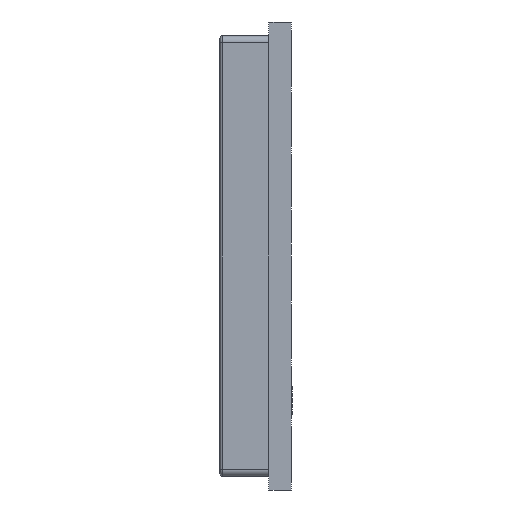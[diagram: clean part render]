
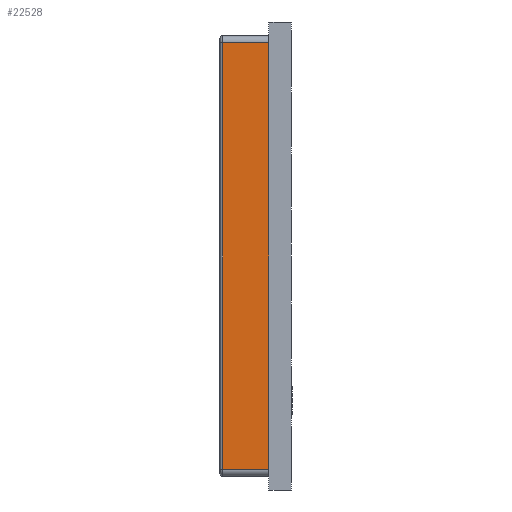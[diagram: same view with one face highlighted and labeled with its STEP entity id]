
A CAD part, left-side view. The second image highlights one B-rep face of the part: STEP entity #22528.
In plain terms, the highlighted planar face has unit normal (-1, 0, 0).
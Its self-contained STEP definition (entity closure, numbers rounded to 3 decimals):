
#2987=DIRECTION('',(0.,0.,1.));
#2988=VECTOR('',#2987,15.5);
#2989=CARTESIAN_POINT('',(-10.5,0.41,-7.75));
#2990=LINE('',#2989,#2988);
#5893=DIRECTION('',(0.,0.,1.));
#5894=VECTOR('',#5893,15.5);
#5895=CARTESIAN_POINT('',(-10.5,2.09,-7.75));
#5896=LINE('',#5895,#5894);
#5900=DIRECTION('',(0.,-1.,0.));
#5901=VECTOR('',#5900,1.68);
#5902=CARTESIAN_POINT('',(-10.5,2.09,7.75));
#5903=LINE('',#5902,#5901);
#5907=DIRECTION('',(0.,-1.,0.));
#5908=VECTOR('',#5907,1.68);
#5909=CARTESIAN_POINT('',(-10.5,2.09,-7.75));
#5910=LINE('',#5909,#5908);
#17192=CARTESIAN_POINT('',(-10.5,0.41,-7.75));
#17193=CARTESIAN_POINT('',(-10.5,0.41,7.75));
#17194=VERTEX_POINT('',#17192);
#17195=VERTEX_POINT('',#17193);
#18837=CARTESIAN_POINT('',(-10.5,2.09,-7.75));
#18839=VERTEX_POINT('',#18837);
#18842=CARTESIAN_POINT('',(-10.5,2.09,7.75));
#18843=VERTEX_POINT('',#18842);
#22516=CARTESIAN_POINT('',(-10.5,0.41,-8.));
#22517=DIRECTION('',(-1.,0.,0.));
#22518=DIRECTION('',(0.,0.,1.));
#22519=AXIS2_PLACEMENT_3D('',#22516,#22517,#22518);
#22520=PLANE('',#22519);
#22521=ORIENTED_EDGE('',*,*,#22448,.T.);
#22522=ORIENTED_EDGE('',*,*,#22499,.T.);
#22523=ORIENTED_EDGE('',*,*,#21335,.F.);
#22525=ORIENTED_EDGE('',*,*,#22524,.F.);
#22526=EDGE_LOOP('',(#22521,#22522,#22523,#22525));
#22527=FACE_OUTER_BOUND('',#22526,.F.);
#21335=EDGE_CURVE('',#17194,#17195,#2990,.T.);
#22448=EDGE_CURVE('',#18839,#18843,#5896,.T.);
#22499=EDGE_CURVE('',#18843,#17195,#5903,.T.);
#22524=EDGE_CURVE('',#18839,#17194,#5910,.T.);
#22528=ADVANCED_FACE('',(#22527),#22520,.T.);
